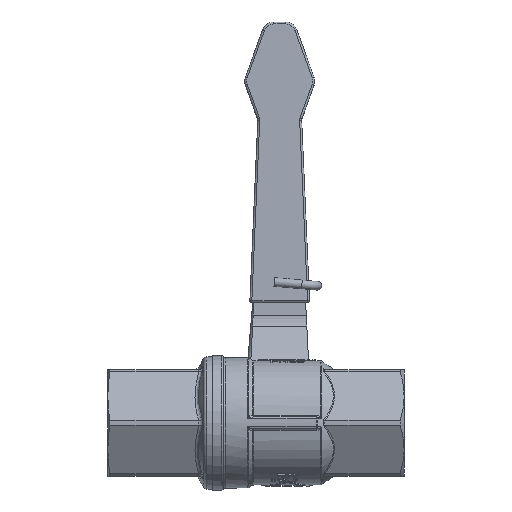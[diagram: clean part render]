
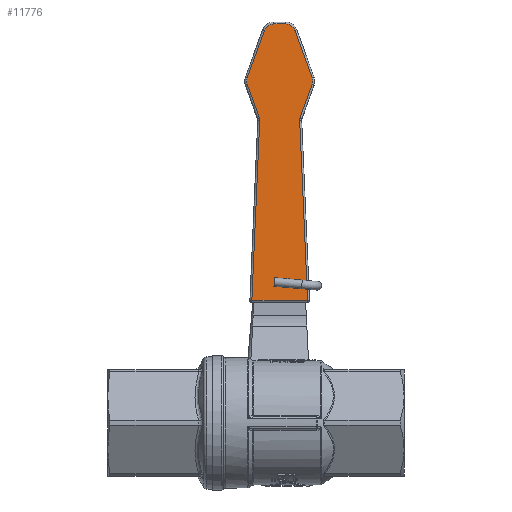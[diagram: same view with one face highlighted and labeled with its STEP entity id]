
A CAD part, front view. The second image highlights one B-rep face of the part: STEP entity #11776.
In plain terms, the highlighted planar face has unit normal (0, -0.999, 0.035).
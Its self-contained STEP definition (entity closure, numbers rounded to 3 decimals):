
#603=PLANE('',#12627);
#1743=LINE('',#26248,#2494);
#1744=LINE('',#26250,#2495);
#1745=LINE('',#26252,#2496);
#1746=LINE('',#26256,#2497);
#1747=LINE('',#26260,#2498);
#1748=LINE('',#26264,#2499);
#1749=LINE('',#26268,#2500);
#1750=LINE('',#26272,#2501);
#2494=VECTOR('',#14867,10.);
#2495=VECTOR('',#14868,10.);
#2496=VECTOR('',#14869,10.);
#2497=VECTOR('',#14872,10.);
#2498=VECTOR('',#14875,10.);
#2499=VECTOR('',#14878,10.);
#2500=VECTOR('',#14881,10.);
#2501=VECTOR('',#14884,10.);
#3336=FACE_OUTER_BOUND('',#4046,.T.);
#4046=EDGE_LOOP('',(#10367,#10368,#10369,#10370,#10371,#10372,#10373,#10374,
#10375,#10376,#10377,#10378,#10379,#10380));
#4458=CIRCLE('',#12628,1.5);
#4459=CIRCLE('',#12629,2.5);
#4460=CIRCLE('',#12630,2.5);
#4461=CIRCLE('',#12631,2.5);
#4462=CIRCLE('',#12632,2.5);
#4463=CIRCLE('',#12633,1.5);
#5536=VERTEX_POINT('',#26246);
#5537=VERTEX_POINT('',#26247);
#5538=VERTEX_POINT('',#26249);
#5539=VERTEX_POINT('',#26251);
#5540=VERTEX_POINT('',#26253);
#5541=VERTEX_POINT('',#26255);
#5542=VERTEX_POINT('',#26257);
#5543=VERTEX_POINT('',#26259);
#5544=VERTEX_POINT('',#26261);
#5545=VERTEX_POINT('',#26263);
#5546=VERTEX_POINT('',#26265);
#5547=VERTEX_POINT('',#26267);
#5548=VERTEX_POINT('',#26269);
#5549=VERTEX_POINT('',#26271);
#7167=EDGE_CURVE('',#5536,#5537,#1743,.T.);
#7168=EDGE_CURVE('',#5538,#5536,#1744,.T.);
#7169=EDGE_CURVE('',#5539,#5538,#1745,.T.);
#7170=EDGE_CURVE('',#5540,#5539,#4458,.T.);
#7171=EDGE_CURVE('',#5541,#5540,#1746,.T.);
#7172=EDGE_CURVE('',#5542,#5541,#4459,.T.);
#7173=EDGE_CURVE('',#5543,#5542,#1747,.T.);
#7174=EDGE_CURVE('',#5544,#5543,#4460,.T.);
#7175=EDGE_CURVE('',#5545,#5544,#1748,.T.);
#7176=EDGE_CURVE('',#5546,#5545,#4461,.T.);
#7177=EDGE_CURVE('',#5547,#5546,#1749,.T.);
#7178=EDGE_CURVE('',#5548,#5547,#4462,.T.);
#7179=EDGE_CURVE('',#5549,#5548,#1750,.T.);
#7180=EDGE_CURVE('',#5537,#5549,#4463,.T.);
#10367=ORIENTED_EDGE('',*,*,#7167,.F.);
#10368=ORIENTED_EDGE('',*,*,#7168,.F.);
#10369=ORIENTED_EDGE('',*,*,#7169,.F.);
#10370=ORIENTED_EDGE('',*,*,#7170,.F.);
#10371=ORIENTED_EDGE('',*,*,#7171,.F.);
#10372=ORIENTED_EDGE('',*,*,#7172,.F.);
#10373=ORIENTED_EDGE('',*,*,#7173,.F.);
#10374=ORIENTED_EDGE('',*,*,#7174,.F.);
#10375=ORIENTED_EDGE('',*,*,#7175,.F.);
#10376=ORIENTED_EDGE('',*,*,#7176,.F.);
#10377=ORIENTED_EDGE('',*,*,#7177,.F.);
#10378=ORIENTED_EDGE('',*,*,#7178,.F.);
#10379=ORIENTED_EDGE('',*,*,#7179,.F.);
#10380=ORIENTED_EDGE('',*,*,#7180,.F.);
#11776=ADVANCED_FACE('',(#3336),#603,.F.);
#12627=AXIS2_PLACEMENT_3D('',#26245,#14865,#14866);
#12628=AXIS2_PLACEMENT_3D('',#26254,#14870,#14871);
#12629=AXIS2_PLACEMENT_3D('',#26258,#14873,#14874);
#12630=AXIS2_PLACEMENT_3D('',#26262,#14876,#14877);
#12631=AXIS2_PLACEMENT_3D('',#26266,#14879,#14880);
#12632=AXIS2_PLACEMENT_3D('',#26270,#14882,#14883);
#12633=AXIS2_PLACEMENT_3D('',#26273,#14885,#14886);
#14865=DIRECTION('center_axis',(0.,0.999,
-0.035));
#14866=DIRECTION('ref_axis',(0.,0.035,0.999));
#14867=DIRECTION('',(0.044,0.035,0.998));
#14868=DIRECTION('',(-1.,0.,0.));
#14869=DIRECTION('',(0.044,-0.035,-0.998));
#14870=DIRECTION('center_axis',(0.,-0.999,
0.035));
#14871=DIRECTION('ref_axis',(-0.988,0.005,0.152));
#14872=DIRECTION('',(-0.342,-0.033,-0.939));
#14873=DIRECTION('center_axis',(0.,0.999,
-0.035));
#14874=DIRECTION('ref_axis',(1.,0.,0.));
#14875=DIRECTION('',(0.342,-0.033,-0.939));
#14876=DIRECTION('center_axis',(0.,0.999,
-0.035));
#14877=DIRECTION('ref_axis',(0.574,0.029,0.819));
#14878=DIRECTION('',(1.,0.,0.));
#14879=DIRECTION('center_axis',(0.,0.999,
-0.035));
#14880=DIRECTION('ref_axis',(-0.574,0.029,0.819));
#14881=DIRECTION('',(0.342,0.033,0.939));
#14882=DIRECTION('center_axis',(0.,0.999,
-0.035));
#14883=DIRECTION('ref_axis',(-1.,0.,0.));
#14884=DIRECTION('',(-0.342,0.033,0.939));
#14885=DIRECTION('center_axis',(0.,-0.999,
0.035));
#14886=DIRECTION('ref_axis',(0.988,0.005,0.152));
#26245=CARTESIAN_POINT('Origin',(19.437,23.436,37.857));
#26246=CARTESIAN_POINT('',(11.758,23.198,31.036));
#26247=CARTESIAN_POINT('',(13.75,24.79,76.633));
#26248=CARTESIAN_POINT('',(12.91,24.119,57.405));
#26249=CARTESIAN_POINT('',(25.86,23.198,31.036));
#26250=CARTESIAN_POINT('',(19.123,23.198,31.036));
#26251=CARTESIAN_POINT('',(23.868,24.79,76.633));
#26252=CARTESIAN_POINT('',(26.156,22.962,24.271));
#26253=CARTESIAN_POINT('',(23.957,24.81,77.211));
#26254=CARTESIAN_POINT('Origin',(25.367,24.793,76.698));
#26255=CARTESIAN_POINT('',(27.03,25.105,85.648));
#26256=CARTESIAN_POINT('',(17.365,24.178,59.11));
#26257=CARTESIAN_POINT('',(27.03,25.165,87.357));
#26258=CARTESIAN_POINT('Origin',(24.681,25.135,86.502));
#26259=CARTESIAN_POINT('',(22.662,25.584,99.349));
#26260=CARTESIAN_POINT('',(34.545,24.444,66.721));
#26261=CARTESIAN_POINT('',(20.313,25.641,100.993));
#26262=CARTESIAN_POINT('Origin',(20.313,25.554,98.495));
#26263=CARTESIAN_POINT('',(17.305,25.641,100.993));
#26264=CARTESIAN_POINT('',(19.123,25.641,100.993));
#26265=CARTESIAN_POINT('',(14.956,25.584,99.349));
#26266=CARTESIAN_POINT('Origin',(17.305,25.554,98.495));
#26267=CARTESIAN_POINT('',(10.588,25.165,87.357));
#26268=CARTESIAN_POINT('',(5.33,24.661,72.919));
#26269=CARTESIAN_POINT('',(10.588,25.105,85.648));
#26270=CARTESIAN_POINT('Origin',(12.937,25.135,86.502));
#26271=CARTESIAN_POINT('',(13.661,24.81,77.211));
#26272=CARTESIAN_POINT('',(18.79,24.319,63.126));
#26273=CARTESIAN_POINT('Origin',(12.251,24.793,76.698));
